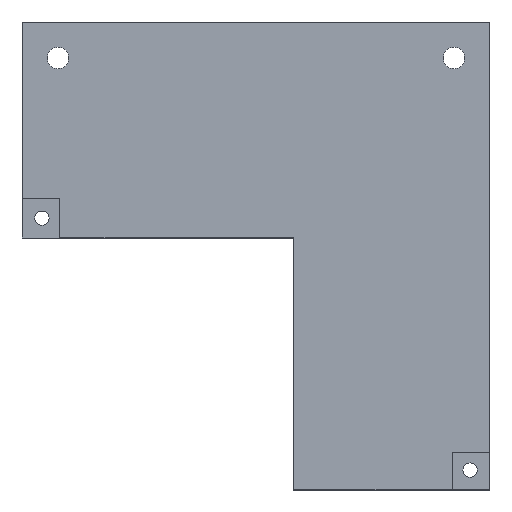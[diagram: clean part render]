
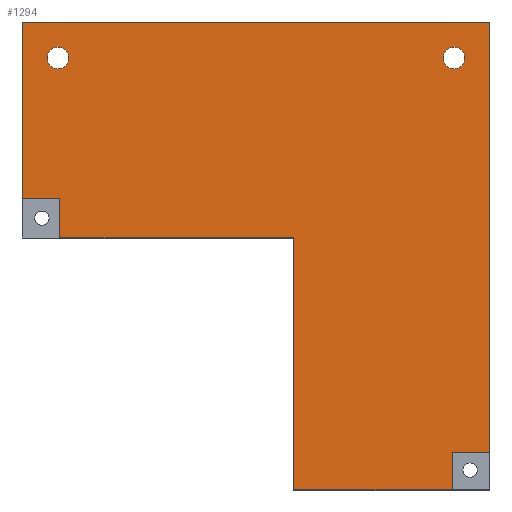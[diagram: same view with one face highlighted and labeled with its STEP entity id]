
A CAD part, top view. The second image highlights one B-rep face of the part: STEP entity #1294.
In plain terms, the highlighted planar face has unit normal (0, 0, 1).
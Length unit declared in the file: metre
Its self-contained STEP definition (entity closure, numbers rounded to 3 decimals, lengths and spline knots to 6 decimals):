
#28=CIRCLE('',#1394,0.003);
#29=CIRCLE('',#1395,0.003);
#254=ORIENTED_EDGE('',*,*,#525,.F.);
#255=ORIENTED_EDGE('',*,*,#524,.F.);
#256=ORIENTED_EDGE('',*,*,#526,.T.);
#257=ORIENTED_EDGE('',*,*,#527,.T.);
#258=ORIENTED_EDGE('',*,*,#528,.T.);
#259=ORIENTED_EDGE('',*,*,#529,.T.);
#260=ORIENTED_EDGE('',*,*,#530,.T.);
#261=ORIENTED_EDGE('',*,*,#531,.T.);
#262=ORIENTED_EDGE('',*,*,#532,.F.);
#263=ORIENTED_EDGE('',*,*,#533,.F.);
#264=ORIENTED_EDGE('',*,*,#534,.F.);
#265=ORIENTED_EDGE('',*,*,#535,.F.);
#524=EDGE_CURVE('',#655,#653,#800,.T.);
#525=EDGE_CURVE('',#653,#656,#801,.T.);
#526=EDGE_CURVE('',#655,#657,#802,.T.);
#527=EDGE_CURVE('',#657,#658,#803,.T.);
#528=EDGE_CURVE('',#658,#659,#804,.T.);
#529=EDGE_CURVE('',#659,#660,#805,.T.);
#530=EDGE_CURVE('',#660,#661,#806,.T.);
#531=EDGE_CURVE('',#661,#662,#807,.T.);
#532=EDGE_CURVE('',#663,#662,#808,.T.);
#533=EDGE_CURVE('',#656,#663,#809,.T.);
#534=EDGE_CURVE('',#664,#664,#28,.T.);
#535=EDGE_CURVE('',#665,#665,#29,.T.);
#653=VERTEX_POINT('',#2036);
#655=VERTEX_POINT('',#2041);
#656=VERTEX_POINT('',#2045);
#657=VERTEX_POINT('',#2047);
#658=VERTEX_POINT('',#2049);
#659=VERTEX_POINT('',#2051);
#660=VERTEX_POINT('',#2053);
#661=VERTEX_POINT('',#2055);
#662=VERTEX_POINT('',#2057);
#663=VERTEX_POINT('',#2059);
#664=VERTEX_POINT('',#2062);
#665=VERTEX_POINT('',#2064);
#800=LINE('',#2042,#964);
#801=LINE('',#2044,#965);
#802=LINE('',#2046,#966);
#803=LINE('',#2048,#967);
#804=LINE('',#2050,#968);
#805=LINE('',#2052,#969);
#806=LINE('',#2054,#970);
#807=LINE('',#2056,#971);
#808=LINE('',#2058,#972);
#809=LINE('',#2060,#973);
#964=VECTOR('',#1671,1.);
#965=VECTOR('',#1674,1.);
#966=VECTOR('',#1675,1.);
#967=VECTOR('',#1676,1.);
#968=VECTOR('',#1677,1.);
#969=VECTOR('',#1678,1.);
#970=VECTOR('',#1679,1.);
#971=VECTOR('',#1680,1.);
#972=VECTOR('',#1681,1.);
#973=VECTOR('',#1682,1.);
#1058=EDGE_LOOP('',(#254,#255,#256,#257,#258,#259,#260,#261,#262,#263));
#1059=EDGE_LOOP('',(#264));
#1060=EDGE_LOOP('',(#265));
#1144=FACE_BOUND('',#1058,.T.);
#1145=FACE_BOUND('',#1059,.T.);
#1146=FACE_BOUND('',#1060,.T.);
#1222=PLANE('',#1393);
#1294=ADVANCED_FACE('',(#1144,#1145,#1146),#1222,.T.);
#1393=AXIS2_PLACEMENT_3D('',#2043,#1672,#1673);
#1394=AXIS2_PLACEMENT_3D('',#2061,#1683,#1684);
#1395=AXIS2_PLACEMENT_3D('',#2063,#1685,#1686);
#1671=DIRECTION('',(-1.,0.,0.));
#1672=DIRECTION('',(0.,0.,1.));
#1673=DIRECTION('',(1.,0.,0.));
#1674=DIRECTION('',(0.,1.,0.));
#1675=DIRECTION('',(0.,-1.,0.));
#1676=DIRECTION('',(1.,0.,0.));
#1677=DIRECTION('',(0.,1.,0.));
#1678=DIRECTION('',(1.,0.,0.));
#1679=DIRECTION('',(0.,1.,0.));
#1680=DIRECTION('',(-1.,0.,0.));
#1681=DIRECTION('',(0.,1.,0.));
#1682=DIRECTION('',(-1.,0.,0.));
#1683=DIRECTION('',(0.,0.,1.));
#1684=DIRECTION('',(1.,0.,0.));
#1685=DIRECTION('',(0.,0.,1.));
#1686=DIRECTION('',(1.,0.,0.));
#2036=CARTESIAN_POINT('',(-0.2295,0.33,0.024));
#2041=CARTESIAN_POINT('',(-0.1645,0.33,0.024));
#2042=CARTESIAN_POINT('',(-0.20225,0.33,0.024));
#2043=CARTESIAN_POINT('',(-0.175,0.204999,0.024));
#2044=CARTESIAN_POINT('',(-0.2295,0.3355,0.024));
#2045=CARTESIAN_POINT('',(-0.2295,0.341,0.024));
#2046=CARTESIAN_POINT('',(-0.1645,0.295,0.024));
#2047=CARTESIAN_POINT('',(-0.1645,0.26,0.024));
#2048=CARTESIAN_POINT('',(-0.13725,0.26,0.024));
#2049=CARTESIAN_POINT('',(-0.1205,0.26,0.024));
#2050=CARTESIAN_POINT('',(-0.1205,0.26,0.024));
#2051=CARTESIAN_POINT('',(-0.1205,0.2705,0.024));
#2052=CARTESIAN_POINT('',(-0.11,0.2705,0.024));
#2053=CARTESIAN_POINT('',(-0.11,0.2705,0.024));
#2054=CARTESIAN_POINT('',(-0.11,0.325,0.024));
#2055=CARTESIAN_POINT('',(-0.11,0.39,0.024));
#2056=CARTESIAN_POINT('',(-0.175,0.39,0.024));
#2057=CARTESIAN_POINT('',(-0.24,0.39,0.024));
#2058=CARTESIAN_POINT('',(-0.24,0.36,0.024));
#2059=CARTESIAN_POINT('',(-0.24,0.341,0.024));
#2060=CARTESIAN_POINT('',(-0.24,0.341,0.024));
#2061=CARTESIAN_POINT('',(-0.12,0.38,0.024));
#2062=CARTESIAN_POINT('',(-0.117,0.38,0.024));
#2063=CARTESIAN_POINT('',(-0.23,0.38,0.024));
#2064=CARTESIAN_POINT('',(-0.227,0.38,0.024));
